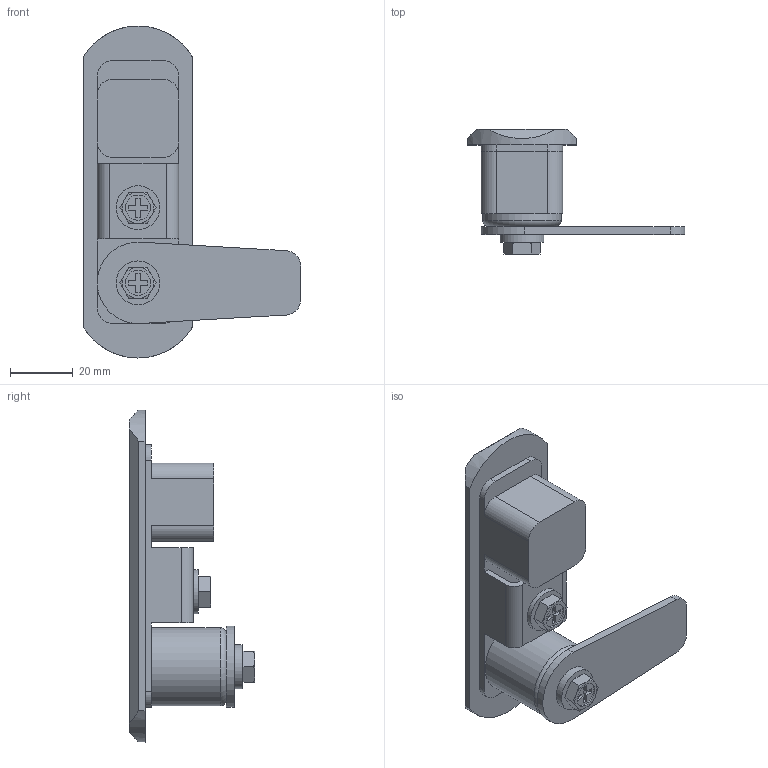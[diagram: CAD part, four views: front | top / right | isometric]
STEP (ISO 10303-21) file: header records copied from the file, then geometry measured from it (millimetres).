
FILE_DESCRIPTION( ( 'STEP AP214' ), '1' );
FILE_NAME( 'XAX21-A106.stp', '2022-03-07T05:46:49', ( '' ), ( '' ), ' ', 'PARTsolutions', ' ' );
FILE_SCHEMA( ( 'AUTOMOTIVE_DESIGN { 1 0 10303 214 1 1 1 1 }' ) );
Length unit declared in the file: millimetre
Products named in the file (1): _XAX21-A106
Bounding box: 69.5 x 40 x 106 mm (x, y, z)
Volume: 52019.9 mm3; surface area: 18926.3 mm2
Topology: 1 solids, 1 shells, 147 faces, 368 edges, 238 vertices
Faces by surface type: plane 90, cylinder 32, cone 24, torus 1
Full cylindrical faces by diameter (mm): 8 x2, 11 x1, 11.4 x1, 14 x2, 25 x1
Entity records: 5556 total; most frequent: CARTESIAN_POINT 900, ORIENTED_EDGE 714, DIRECTION 702, EDGE_CURVE 357, AXIS2_PLACEMENT_3D 245, VERTEX_POINT 235, LINE 212, VECTOR 212
